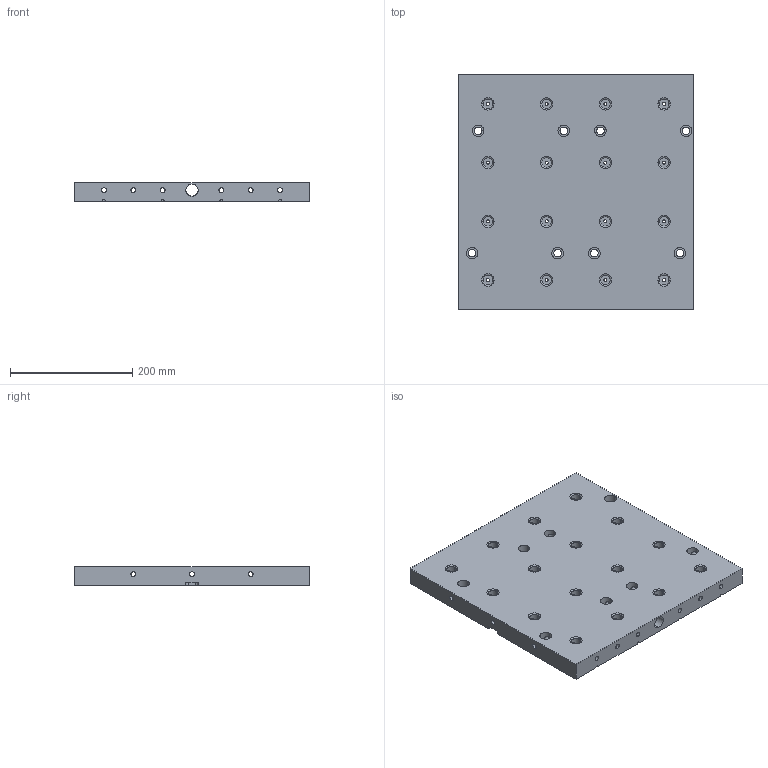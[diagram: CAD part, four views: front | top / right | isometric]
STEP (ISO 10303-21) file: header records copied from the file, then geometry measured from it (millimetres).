
FILE_DESCRIPTION (( 'STEP AP203' ), '1' );
FILE_NAME ('SF-M-96X96-8066.STEP', '2025-03-14T06:09:45', ( '微软用户' ), ( '微软中国' ), 'SwSTEP 2.0', 'SolidWorks 2016', '' );
FILE_SCHEMA (( 'CONFIG_CONTROL_DESIGN' ));
Length unit declared in the file: millimetre
Products named in the file (1): SF-M-96X96-8066
Bounding box: 384 x 384 x 30 mm (x, y, z)
Volume: 3965891.4 mm3; surface area: 468030.2 mm2
Topology: 1 solids, 1 shells, 370 faces, 969 edges, 553 vertices
Faces by surface type: cylinder 286, plane 44, torus 32, cone 8
Entity records: 14998 total; most frequent: CARTESIAN_POINT 6091, ORIENTED_EDGE 1906, DIRECTION 1778, EDGE_CURVE 953, AXIS2_PLACEMENT_3D 701, VERTEX_POINT 545, EDGE_LOOP 490, VECTOR 376
